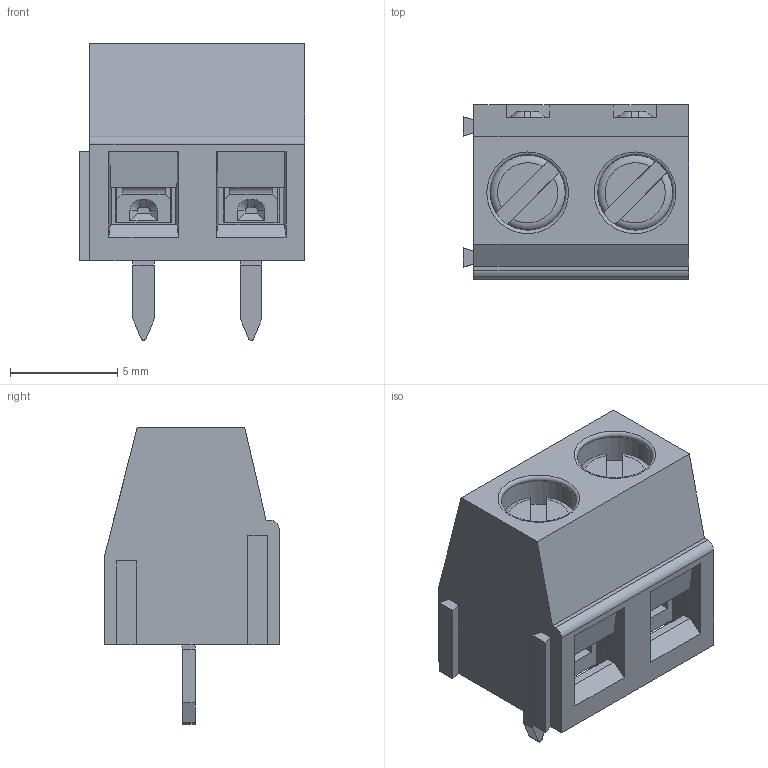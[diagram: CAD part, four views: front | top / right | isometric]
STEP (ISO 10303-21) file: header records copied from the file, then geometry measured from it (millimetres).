
FILE_DESCRIPTION(('STEP AP214'), '1');
FILE_NAME('DG127', '2019-09-29T18:20:57', ('AF'), (''), 'UNSPECIFIED', 'UNSPECIFIED', '');
FILE_SCHEMA(('AUTOMOTIVE_DESIGN { 1 0 10303 214 3 1 1}'));
Length unit declared in the file: millimetre
Assembly tree (6 placements, depth 2):
  (unnamed)
    (unnamed)  x2
    (unnamed)  x2
    (unnamed)  x2
Bounding box: 10.5 x 8.1 x 13.8 mm (x, y, z)
Volume: 502.3 mm3; surface area: 1404.4 mm2
Topology: 7 solids, 7 shells, 250 faces, 630 edges, 396 vertices
Faces by surface type: plane 205, cylinder 27, cone 12, torus 6
Full cylindrical faces by diameter (mm): 1.8 x2, 2 x2, 2.5 x2, 2.7 x2, 3.6 x2, 3.8 x2
Entity records: 6817 total; most frequent: CARTESIAN_POINT 945, ORIENTED_EDGE 866, DIRECTION 837, EDGE_CURVE 433, LINE 381, VECTOR 381, VERTEX_POINT 282, AXIS2_PLACEMENT_3D 228
